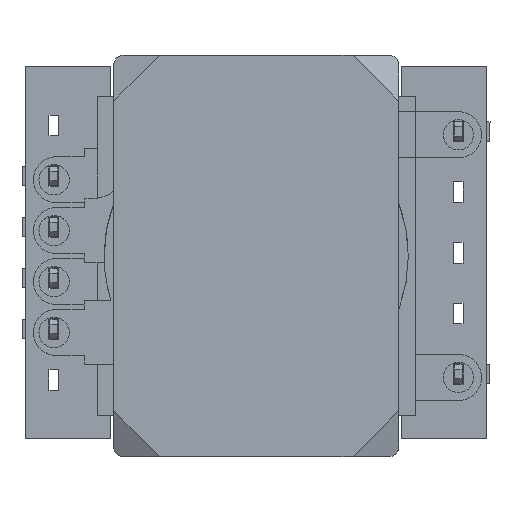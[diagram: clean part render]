
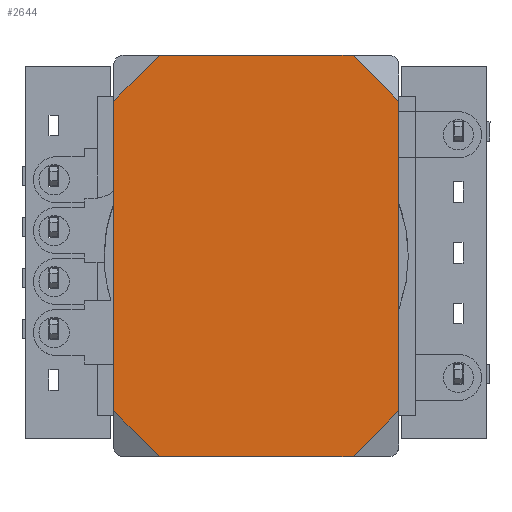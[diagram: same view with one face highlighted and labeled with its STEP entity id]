
A CAD part, top view. The second image highlights one B-rep face of the part: STEP entity #2644.
In plain terms, the highlighted planar face has unit normal (0, 0, 1).
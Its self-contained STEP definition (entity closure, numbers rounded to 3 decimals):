
#27 = VECTOR ( 'NONE', #3996, 1000. ) ;
#128 = CARTESIAN_POINT ( 'NONE',  ( 0., -22.33, 0. ) ) ;
#263 = EDGE_CURVE ( 'NONE', #7537, #2569, #9357, .T. ) ;
#327 = DIRECTION ( 'NONE',  ( 0., -1., 0. ) ) ;
#411 = LINE ( 'NONE', #7745, #7371 ) ;
#434 = VECTOR ( 'NONE', #7999, 1000. ) ;
#480 = ORIENTED_EDGE ( 'NONE', *, *, #7931, .T. ) ;
#506 = ORIENTED_EDGE ( 'NONE', *, *, #8573, .T. ) ;
#661 = DIRECTION ( 'NONE',  ( 0.707, 0.707, 0. ) ) ;
#1060 = EDGE_CURVE ( 'NONE', #2569, #2927, #3546, .T. ) ;
#1102 = VECTOR ( 'NONE', #4741, 1000. ) ;
#1217 = ORIENTED_EDGE ( 'NONE', *, *, #3853, .T. ) ;
#1311 = PLANE ( 'NONE',  #1573 ) ;
#1367 = DIRECTION ( 'NONE',  ( 0., 0., 1. ) ) ;
#1501 = VECTOR ( 'NONE', #9046, 1000. ) ;
#1573 = AXIS2_PLACEMENT_3D ( 'NONE', #4921, #1367, #7131 ) ;
#1747 = LINE ( 'NONE', #4634, #7497 ) ;
#1798 = LINE ( 'NONE', #3807, #1102 ) ;
#1956 = VERTEX_POINT ( 'NONE', #5505 ) ;
#2364 = CARTESIAN_POINT ( 'NONE',  ( -11.165, -11.165, 0. ) ) ;
#2507 = ORIENTED_EDGE ( 'NONE', *, *, #263, .T. ) ;
#2523 = EDGE_CURVE ( 'NONE', #4902, #7678, #1798, .T. ) ;
#2569 = VERTEX_POINT ( 'NONE', #6191 ) ;
#2644 = ADVANCED_FACE ( 'NONE', ( #2899 ), #1311, .T. ) ;
#2865 = CARTESIAN_POINT ( 'NONE',  ( 17.9, 0., 0. ) ) ;
#2899 = FACE_OUTER_BOUND ( 'NONE', #8170, .T. ) ;
#2918 = ORIENTED_EDGE ( 'NONE', *, *, #1060, .T. ) ;
#2927 = VERTEX_POINT ( 'NONE', #3527 ) ;
#3069 = ORIENTED_EDGE ( 'NONE', *, *, #7285, .T. ) ;
#3224 = VECTOR ( 'NONE', #3448, 1000. ) ;
#3391 = VERTEX_POINT ( 'NONE', #128 ) ;
#3394 = DIRECTION ( 'NONE',  ( -1., 0., 0. ) ) ;
#3448 = DIRECTION ( 'NONE',  ( -0.707, 0.707, 0. ) ) ;
#3527 = CARTESIAN_POINT ( 'NONE',  ( 15.03, 0., 0. ) ) ;
#3546 = LINE ( 'NONE', #5764, #3224 ) ;
#3807 = CARTESIAN_POINT ( 'NONE',  ( 1.435, -1.435, 0. ) ) ;
#3853 = EDGE_CURVE ( 'NONE', #1956, #8010, #7448, .T. ) ;
#3996 = DIRECTION ( 'NONE',  ( 1., 0., 0. ) ) ;
#4176 = CARTESIAN_POINT ( 'NONE',  ( 2.87, 0., 0. ) ) ;
#4634 = CARTESIAN_POINT ( 'NONE',  ( 0., 0., 0. ) ) ;
#4741 = DIRECTION ( 'NONE',  ( -0.707, -0.707, 0. ) ) ;
#4902 = VERTEX_POINT ( 'NONE', #4176 ) ;
#4921 = CARTESIAN_POINT ( 'NONE',  ( 0., 0., 0. ) ) ;
#5298 = ORIENTED_EDGE ( 'NONE', *, *, #6399, .T. ) ;
#5505 = CARTESIAN_POINT ( 'NONE',  ( 2.87, -25.2, 0. ) ) ;
#5600 = CARTESIAN_POINT ( 'NONE',  ( 17.9, -22.33, 0. ) ) ;
#5729 = CARTESIAN_POINT ( 'NONE',  ( 20.115, -20.115, 0. ) ) ;
#5764 = CARTESIAN_POINT ( 'NONE',  ( 7.515, 7.515, 0. ) ) ;
#5980 = LINE ( 'NONE', #2364, #1501 ) ;
#6191 = CARTESIAN_POINT ( 'NONE',  ( 17.9, -2.87, 0. ) ) ;
#6399 = EDGE_CURVE ( 'NONE', #3391, #1956, #5980, .T. ) ;
#7131 = DIRECTION ( 'NONE',  ( 1., 0., 0. ) ) ;
#7285 = EDGE_CURVE ( 'NONE', #7678, #3391, #1747, .T. ) ;
#7371 = VECTOR ( 'NONE', #3394, 1000. ) ;
#7448 = LINE ( 'NONE', #7632, #27 ) ;
#7475 = ORIENTED_EDGE ( 'NONE', *, *, #2523, .T. ) ;
#7497 = VECTOR ( 'NONE', #327, 1000. ) ;
#7508 = VECTOR ( 'NONE', #661, 1000. ) ;
#7537 = VERTEX_POINT ( 'NONE', #5600 ) ;
#7632 = CARTESIAN_POINT ( 'NONE',  ( 0., -25.2, 0. ) ) ;
#7678 = VERTEX_POINT ( 'NONE', #8123 ) ;
#7745 = CARTESIAN_POINT ( 'NONE',  ( 0., 0., 0. ) ) ;
#7931 = EDGE_CURVE ( 'NONE', #8010, #7537, #8846, .T. ) ;
#7999 = DIRECTION ( 'NONE',  ( 0., 1., 0. ) ) ;
#8010 = VERTEX_POINT ( 'NONE', #8903 ) ;
#8123 = CARTESIAN_POINT ( 'NONE',  ( 0., -2.87, 0. ) ) ;
#8170 = EDGE_LOOP ( 'NONE', ( #1217, #480, #2507, #2918, #506, #7475, #3069, #5298 ) ) ;
#8573 = EDGE_CURVE ( 'NONE', #2927, #4902, #411, .T. ) ;
#8846 = LINE ( 'NONE', #5729, #7508 ) ;
#8903 = CARTESIAN_POINT ( 'NONE',  ( 15.03, -25.2, 0. ) ) ;
#9046 = DIRECTION ( 'NONE',  ( 0.707, -0.707, 0. ) ) ;
#9357 = LINE ( 'NONE', #2865, #434 ) ;
